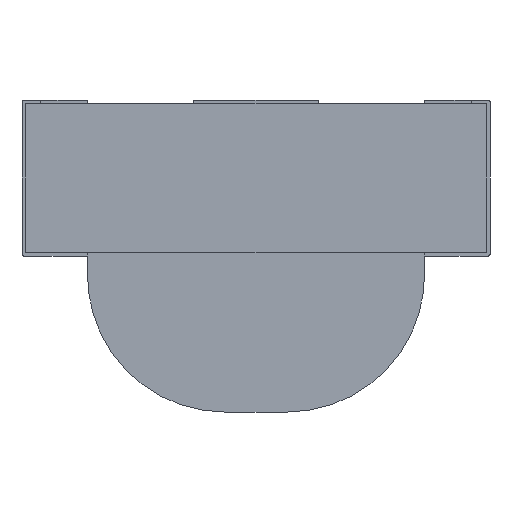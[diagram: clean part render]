
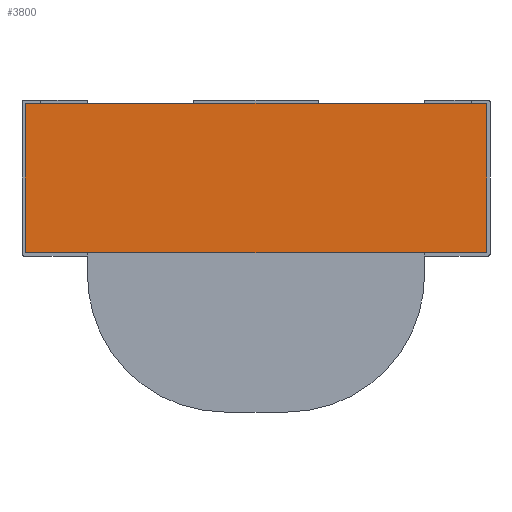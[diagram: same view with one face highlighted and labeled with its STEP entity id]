
A CAD part, front view. The second image highlights one B-rep face of the part: STEP entity #3800.
In plain terms, the highlighted planar face has unit normal (0, -1, 0).
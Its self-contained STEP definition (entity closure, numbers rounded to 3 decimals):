
#18 = VECTOR ( 'NONE', #4701, 1000. ) ;
#30 = FACE_OUTER_BOUND ( 'NONE', #4597, .T. ) ;
#134 = LINE ( 'NONE', #546, #3315 ) ;
#179 = CIRCLE ( 'NONE', #3842, 0.01 ) ;
#298 = CARTESIAN_POINT ( 'NONE',  ( 1.47, 0., -0.47 ) ) ;
#303 = DIRECTION ( 'NONE',  ( 0., -1., 0. ) ) ;
#320 = CARTESIAN_POINT ( 'NONE',  ( -1.47, 0., 0.47 ) ) ;
#343 = ORIENTED_EDGE ( 'NONE', *, *, #352, .T. ) ;
#352 = EDGE_CURVE ( 'NONE', #526, #3112, #461, .T. ) ;
#456 = VERTEX_POINT ( 'NONE', #3265 ) ;
#461 = CIRCLE ( 'NONE', #2816, 0.01 ) ;
#521 = ORIENTED_EDGE ( 'NONE', *, *, #2095, .T. ) ;
#526 = VERTEX_POINT ( 'NONE', #1063 ) ;
#546 = CARTESIAN_POINT ( 'NONE',  ( 1.48, 0., 0.48 ) ) ;
#549 = CARTESIAN_POINT ( 'NONE',  ( 1.47, 0., -0.48 ) ) ;
#683 = ORIENTED_EDGE ( 'NONE', *, *, #4853, .F. ) ;
#701 = DIRECTION ( 'NONE',  ( 0., 0., 1. ) ) ;
#743 = CARTESIAN_POINT ( 'NONE',  ( -1.48, 0., 0.48 ) ) ;
#753 = EDGE_CURVE ( 'NONE', #456, #1858, #2643, .T. ) ;
#971 = CARTESIAN_POINT ( 'NONE',  ( -1.47, 0., 0.48 ) ) ;
#1063 = CARTESIAN_POINT ( 'NONE',  ( 1.48, 0., 0.47 ) ) ;
#1064 = DIRECTION ( 'NONE',  ( 0., 0., 1. ) ) ;
#1203 = VERTEX_POINT ( 'NONE', #971 ) ;
#1280 = ORIENTED_EDGE ( 'NONE', *, *, #4519, .F. ) ;
#1283 = CARTESIAN_POINT ( 'NONE',  ( 1.47, 0., 0.47 ) ) ;
#1505 = DIRECTION ( 'NONE',  ( 1., 0., 0. ) ) ;
#1516 = PLANE ( 'NONE',  #4550 ) ;
#1585 = DIRECTION ( 'NONE',  ( 0., -1., 0. ) ) ;
#1760 = VECTOR ( 'NONE', #4336, 1000. ) ;
#1815 = CARTESIAN_POINT ( 'NONE',  ( 1.48, 0., -0.47 ) ) ;
#1848 = VECTOR ( 'NONE', #1505, 1000. ) ;
#1858 = VERTEX_POINT ( 'NONE', #3770 ) ;
#1947 = DIRECTION ( 'NONE',  ( 0., 0., 1. ) ) ;
#1960 = EDGE_CURVE ( 'NONE', #1203, #1858, #179, .T. ) ;
#2095 = EDGE_CURVE ( 'NONE', #456, #3096, #2657, .T. ) ;
#2127 = CARTESIAN_POINT ( 'NONE',  ( -1.47, 0., -0.48 ) ) ;
#2362 = AXIS2_PLACEMENT_3D ( 'NONE', #3967, #1585, #1947 ) ;
#2502 = AXIS2_PLACEMENT_3D ( 'NONE', #298, #3097, #701 ) ;
#2643 = LINE ( 'NONE', #743, #18 ) ;
#2657 = CIRCLE ( 'NONE', #2362, 0.01 ) ;
#2661 = ORIENTED_EDGE ( 'NONE', *, *, #1960, .T. ) ;
#2735 = DIRECTION ( 'NONE',  ( 0., 1., 0. ) ) ;
#2816 = AXIS2_PLACEMENT_3D ( 'NONE', #1283, #2886, #2919 ) ;
#2886 = DIRECTION ( 'NONE',  ( 0., -1., 0. ) ) ;
#2906 = DIRECTION ( 'NONE',  ( 0., 0., -1. ) ) ;
#2919 = DIRECTION ( 'NONE',  ( 0., 0., 1. ) ) ;
#3096 = VERTEX_POINT ( 'NONE', #2127 ) ;
#3097 = DIRECTION ( 'NONE',  ( 0., -1., 0. ) ) ;
#3112 = VERTEX_POINT ( 'NONE', #3292 ) ;
#3121 = ORIENTED_EDGE ( 'NONE', *, *, #3481, .T. ) ;
#3128 = CARTESIAN_POINT ( 'NONE',  ( 1.48, 0., 0.48 ) ) ;
#3265 = CARTESIAN_POINT ( 'NONE',  ( -1.48, 0., -0.47 ) ) ;
#3292 = CARTESIAN_POINT ( 'NONE',  ( 1.47, 0., 0.48 ) ) ;
#3313 = LINE ( 'NONE', #3568, #1760 ) ;
#3315 = VECTOR ( 'NONE', #2906, 1000. ) ;
#3474 = EDGE_CURVE ( 'NONE', #1203, #3112, #4984, .T. ) ;
#3481 = EDGE_CURVE ( 'NONE', #4228, #5079, #4856, .T. ) ;
#3568 = CARTESIAN_POINT ( 'NONE',  ( 1.48, 0., -0.48 ) ) ;
#3676 = ORIENTED_EDGE ( 'NONE', *, *, #3474, .F. ) ;
#3770 = CARTESIAN_POINT ( 'NONE',  ( -1.48, 0., 0.47 ) ) ;
#3800 = ADVANCED_FACE ( 'NONE', ( #30 ), #1516, .F. ) ;
#3842 = AXIS2_PLACEMENT_3D ( 'NONE', #320, #303, #1064 ) ;
#3952 = ORIENTED_EDGE ( 'NONE', *, *, #753, .F. ) ;
#3967 = CARTESIAN_POINT ( 'NONE',  ( -1.47, 0., -0.47 ) ) ;
#4228 = VERTEX_POINT ( 'NONE', #549 ) ;
#4293 = CARTESIAN_POINT ( 'NONE',  ( 0., 0., 0. ) ) ;
#4336 = DIRECTION ( 'NONE',  ( -1., 0., 0. ) ) ;
#4519 = EDGE_CURVE ( 'NONE', #4228, #3096, #3313, .T. ) ;
#4550 = AXIS2_PLACEMENT_3D ( 'NONE', #4293, #2735, #4641 ) ;
#4597 = EDGE_LOOP ( 'NONE', ( #3952, #521, #1280, #3121, #683, #343, #3676, #2661 ) ) ;
#4641 = DIRECTION ( 'NONE',  ( 0., 0., 1. ) ) ;
#4701 = DIRECTION ( 'NONE',  ( 0., 0., 1. ) ) ;
#4853 = EDGE_CURVE ( 'NONE', #526, #5079, #134, .T. ) ;
#4856 = CIRCLE ( 'NONE', #2502, 0.01 ) ;
#4984 = LINE ( 'NONE', #3128, #1848 ) ;
#5079 = VERTEX_POINT ( 'NONE', #1815 ) ;
